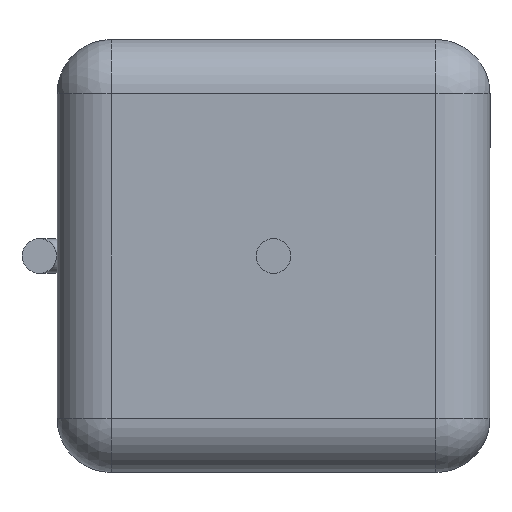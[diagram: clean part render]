
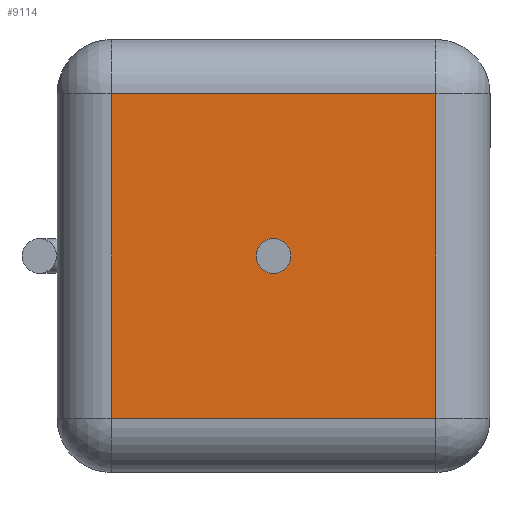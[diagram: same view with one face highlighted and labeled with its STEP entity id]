
A CAD part, front view. The second image highlights one B-rep face of the part: STEP entity #9114.
In plain terms, the highlighted planar face has unit normal (0, -1, 0).
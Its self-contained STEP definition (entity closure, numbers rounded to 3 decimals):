
#397 = EDGE_CURVE ( 'NONE', #740, #9122, #3516, .T. ) ;
#689 = VECTOR ( 'NONE', #2597, 1000. ) ;
#740 = VERTEX_POINT ( 'NONE', #1148 ) ;
#1016 = EDGE_CURVE ( 'NONE', #6934, #740, #5646, .T. ) ;
#1043 = CIRCLE ( 'NONE', #3026, 0.4 ) ;
#1100 = CARTESIAN_POINT ( 'NONE',  ( 0., 0., 0. ) ) ;
#1148 = CARTESIAN_POINT ( 'NONE',  ( 3.75, 0., -3.75 ) ) ;
#1533 = DIRECTION ( 'NONE',  ( 0., 0., 1. ) ) ;
#1992 = EDGE_CURVE ( 'NONE', #2746, #11276, #6357, .T. ) ;
#2256 = ORIENTED_EDGE ( 'NONE', *, *, #1992, .F. ) ;
#2345 = CARTESIAN_POINT ( 'NONE',  ( 3.75, 0., -3.75 ) ) ;
#2355 = CARTESIAN_POINT ( 'NONE',  ( -3.75, 0., -3.75 ) ) ;
#2381 = VECTOR ( 'NONE', #1533, 1000. ) ;
#2597 = DIRECTION ( 'NONE',  ( -1., 0., 0. ) ) ;
#2746 = VERTEX_POINT ( 'NONE', #12000 ) ;
#3026 = AXIS2_PLACEMENT_3D ( 'NONE', #1100, #4950, #3969 ) ;
#3273 = FACE_OUTER_BOUND ( 'NONE', #4207, .T. ) ;
#3424 = CARTESIAN_POINT ( 'NONE',  ( -3.75, 0., 3.75 ) ) ;
#3516 = LINE ( 'NONE', #4320, #2381 ) ;
#3678 = EDGE_CURVE ( 'NONE', #11276, #2746, #1043, .T. ) ;
#3969 = DIRECTION ( 'NONE',  ( 0., 0., -1. ) ) ;
#3995 = CARTESIAN_POINT ( 'NONE',  ( 0., 0., 0.4 ) ) ;
#4068 = FACE_BOUND ( 'NONE', #10167, .T. ) ;
#4187 = DIRECTION ( 'NONE',  ( 0., 0., -1. ) ) ;
#4207 = EDGE_LOOP ( 'NONE', ( #11798, #11620, #9365, #11559 ) ) ;
#4233 = AXIS2_PLACEMENT_3D ( 'NONE', #2345, #6084, #8849 ) ;
#4320 = CARTESIAN_POINT ( 'NONE',  ( 3.75, 0., 3.75 ) ) ;
#4374 = LINE ( 'NONE', #11000, #689 ) ;
#4424 = DIRECTION ( 'NONE',  ( 0., -1., 0. ) ) ;
#4950 = DIRECTION ( 'NONE',  ( 0., -1., 0. ) ) ;
#5646 = LINE ( 'NONE', #5712, #6528 ) ;
#5712 = CARTESIAN_POINT ( 'NONE',  ( 3.75, 0., -3.75 ) ) ;
#6084 = DIRECTION ( 'NONE',  ( 0., -1., 0. ) ) ;
#6325 = DIRECTION ( 'NONE',  ( 0., 0., -1. ) ) ;
#6357 = CIRCLE ( 'NONE', #7734, 0.4 ) ;
#6528 = VECTOR ( 'NONE', #8487, 1000. ) ;
#6819 = LINE ( 'NONE', #11545, #7796 ) ;
#6886 = PLANE ( 'NONE',  #4233 ) ;
#6934 = VERTEX_POINT ( 'NONE', #2355 ) ;
#7465 = VERTEX_POINT ( 'NONE', #3424 ) ;
#7734 = AXIS2_PLACEMENT_3D ( 'NONE', #8062, #4424, #6325 ) ;
#7796 = VECTOR ( 'NONE', #4187, 1000. ) ;
#8062 = CARTESIAN_POINT ( 'NONE',  ( 0., 0., 0. ) ) ;
#8487 = DIRECTION ( 'NONE',  ( 1., 0., 0. ) ) ;
#8849 = DIRECTION ( 'NONE',  ( 0., 0., -1. ) ) ;
#9114 = ADVANCED_FACE ( 'NONE', ( #4068, #3273 ), #6886, .T. ) ;
#9122 = VERTEX_POINT ( 'NONE', #10692 ) ;
#9243 = ORIENTED_EDGE ( 'NONE', *, *, #3678, .F. ) ;
#9365 = ORIENTED_EDGE ( 'NONE', *, *, #397, .T. ) ;
#10167 = EDGE_LOOP ( 'NONE', ( #9243, #2256 ) ) ;
#10692 = CARTESIAN_POINT ( 'NONE',  ( 3.75, 0., 3.75 ) ) ;
#10975 = EDGE_CURVE ( 'NONE', #7465, #6934, #6819, .T. ) ;
#11000 = CARTESIAN_POINT ( 'NONE',  ( -3.75, 0., 3.75 ) ) ;
#11107 = EDGE_CURVE ( 'NONE', #9122, #7465, #4374, .T. ) ;
#11276 = VERTEX_POINT ( 'NONE', #3995 ) ;
#11545 = CARTESIAN_POINT ( 'NONE',  ( -3.75, 0., -3.75 ) ) ;
#11559 = ORIENTED_EDGE ( 'NONE', *, *, #11107, .T. ) ;
#11620 = ORIENTED_EDGE ( 'NONE', *, *, #1016, .T. ) ;
#11798 = ORIENTED_EDGE ( 'NONE', *, *, #10975, .T. ) ;
#12000 = CARTESIAN_POINT ( 'NONE',  ( 0., 0., -0.4 ) ) ;
